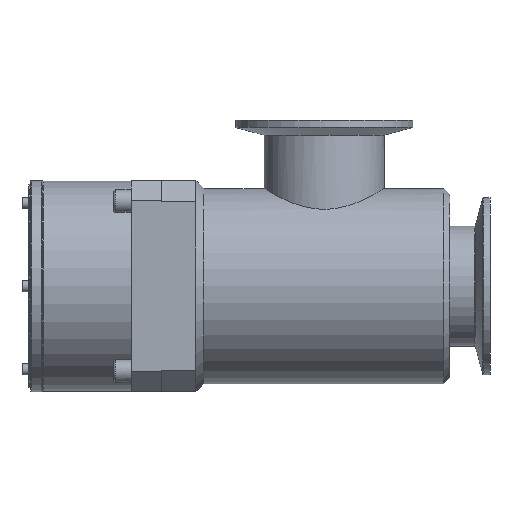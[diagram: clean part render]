
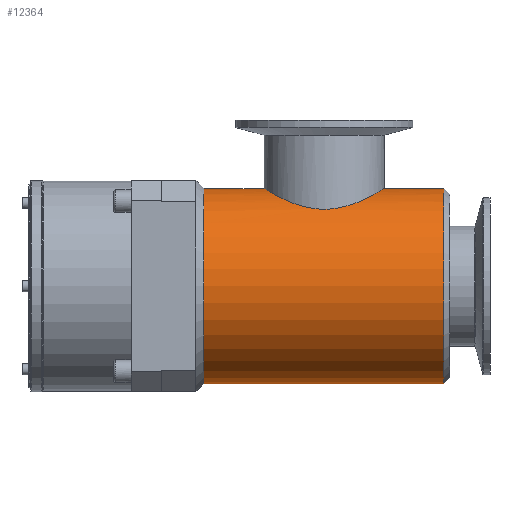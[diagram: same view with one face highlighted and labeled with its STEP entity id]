
A CAD part, left-side view. The second image highlights one B-rep face of the part: STEP entity #12364.
In plain terms, the highlighted cylindrical face has radius 41.275 mm (diameter 82.55 mm), a full revolution.
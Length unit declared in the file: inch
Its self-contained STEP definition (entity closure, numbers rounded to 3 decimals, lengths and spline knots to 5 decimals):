
#5625=CARTESIAN_POINT('',(-1.625,-0.523,0.));
#5626=VERTEX_POINT('',#5625);
#5627=CARTESIAN_POINT('',(0.,-0.523,0.));
#5628=DIRECTION('',(0.0,1.0,0.0));
#5629=DIRECTION('',(1.0,0.0,0.0));
#5630=AXIS2_PLACEMENT_3D('',#5627,#5628,#5629);
#5631=CIRCLE('',#5630,1.625);
#5632=EDGE_CURVE('',#5626,#5626,#5631,.T.);
#12173=CARTESIAN_POINT('',(1.0,-2.528,1.28087));
#12174=VERTEX_POINT('',#12173);
#12175=CARTESIAN_POINT('',(1.0,-2.528,1.28087));
#12176=CARTESIAN_POINT('',(1.0,-2.59314,1.28087));
#12177=CARTESIAN_POINT('',(0.99354,-2.65959,1.28599));
#12178=CARTESIAN_POINT('',(0.96729,-2.79029,1.30585));
#12179=CARTESIAN_POINT('',(0.94751,-2.85455,1.32054));
#12180=CARTESIAN_POINT('',(0.89607,-2.97684,1.35597));
#12181=CARTESIAN_POINT('',(0.86437,-3.03501,1.37669));
#12182=CARTESIAN_POINT('',(0.79169,-3.14235,1.41973));
#12183=CARTESIAN_POINT('',(0.75069,-3.19152,1.44202));
#12184=CARTESIAN_POINT('',(0.66384,-3.27837,1.484));
#12185=CARTESIAN_POINT('',(0.61483,-3.31932,1.50528));
#12186=CARTESIAN_POINT('',(0.50746,-3.39212,1.54479));
#12187=CARTESIAN_POINT('',(0.44908,-3.42397,1.56299));
#12188=CARTESIAN_POINT('',(0.32632,-3.4756,1.59315));
#12189=CARTESIAN_POINT('',(0.26181,-3.49542,1.60512));
#12190=CARTESIAN_POINT('',(0.13098,-3.52163,1.62105));
#12191=CARTESIAN_POINT('',(0.06466,-3.528,1.625));
#12192=CARTESIAN_POINT('',(-0.06466,-3.528,1.625));
#12193=CARTESIAN_POINT('',(-0.13098,-3.52163,1.62105));
#12194=CARTESIAN_POINT('',(-0.26181,-3.49542,1.60512));
#12195=CARTESIAN_POINT('',(-0.32632,-3.4756,1.59315));
#12196=CARTESIAN_POINT('',(-0.44908,-3.42397,1.56299));
#12197=CARTESIAN_POINT('',(-0.50746,-3.39212,1.54479));
#12198=CARTESIAN_POINT('',(-0.61483,-3.31932,1.50528));
#12199=CARTESIAN_POINT('',(-0.66384,-3.27837,1.484));
#12200=CARTESIAN_POINT('',(-0.75069,-3.19152,1.44202));
#12201=CARTESIAN_POINT('',(-0.79169,-3.14235,1.41973));
#12202=CARTESIAN_POINT('',(-0.86437,-3.03501,1.37669));
#12203=CARTESIAN_POINT('',(-0.89607,-2.97684,1.35597));
#12204=CARTESIAN_POINT('',(-0.94751,-2.85455,1.32054));
#12205=CARTESIAN_POINT('',(-0.96729,-2.79029,1.30585));
#12206=CARTESIAN_POINT('',(-0.99354,-2.65959,1.28599));
#12207=CARTESIAN_POINT('',(-1.0,-2.59314,1.28087));
#12208=CARTESIAN_POINT('',(-1.0,-2.46286,1.28087));
#12209=CARTESIAN_POINT('',(-0.99354,-2.39641,1.28599));
#12210=CARTESIAN_POINT('',(-0.96729,-2.26571,1.30585));
#12211=CARTESIAN_POINT('',(-0.94751,-2.20145,1.32054));
#12212=CARTESIAN_POINT('',(-0.89607,-2.07916,1.35597));
#12213=CARTESIAN_POINT('',(-0.86437,-2.02099,1.37669));
#12214=CARTESIAN_POINT('',(-0.79169,-1.91365,1.41973));
#12215=CARTESIAN_POINT('',(-0.75069,-1.86448,1.44202));
#12216=CARTESIAN_POINT('',(-0.66384,-1.77763,1.484));
#12217=CARTESIAN_POINT('',(-0.61483,-1.73668,1.50528));
#12218=CARTESIAN_POINT('',(-0.50746,-1.66388,1.54479));
#12219=CARTESIAN_POINT('',(-0.44908,-1.63203,1.56299));
#12220=CARTESIAN_POINT('',(-0.32632,-1.5804,1.59315));
#12221=CARTESIAN_POINT('',(-0.26181,-1.56058,1.60512));
#12222=CARTESIAN_POINT('',(-0.13098,-1.53437,1.62105));
#12223=CARTESIAN_POINT('',(-0.06466,-1.528,1.625));
#12224=CARTESIAN_POINT('',(0.06466,-1.528,1.625));
#12225=CARTESIAN_POINT('',(0.13098,-1.53437,1.62105));
#12226=CARTESIAN_POINT('',(0.26181,-1.56058,1.60512));
#12227=CARTESIAN_POINT('',(0.32632,-1.5804,1.59315));
#12228=CARTESIAN_POINT('',(0.44908,-1.63203,1.56299));
#12229=CARTESIAN_POINT('',(0.50746,-1.66388,1.54479));
#12230=CARTESIAN_POINT('',(0.61483,-1.73668,1.50528));
#12231=CARTESIAN_POINT('',(0.66384,-1.77763,1.484));
#12232=CARTESIAN_POINT('',(0.75069,-1.86448,1.44202));
#12233=CARTESIAN_POINT('',(0.79169,-1.91365,1.41973));
#12234=CARTESIAN_POINT('',(0.86437,-2.02099,1.37669));
#12235=CARTESIAN_POINT('',(0.89607,-2.07916,1.35597));
#12236=CARTESIAN_POINT('',(0.94751,-2.20145,1.32054));
#12237=CARTESIAN_POINT('',(0.96729,-2.26571,1.30585));
#12238=CARTESIAN_POINT('',(0.99354,-2.39641,1.28599));
#12239=CARTESIAN_POINT('',(1.0,-2.46286,1.28087));
#12240=CARTESIAN_POINT('',(1.0,-2.528,1.28087));
#12241=B_SPLINE_CURVE_WITH_KNOTS('',3,(#12175,#12176,#12177,#12178,#12179,#12180,#12181,#12182,#12183,#12184,#12185,#12186,#12187,#12188,#12189,#12190,#12191,#12192,#12193,#12194,#12195,#12196,#12197,#12198,#12199,#12200,#12201,#12202,#12203,#12204,#12205,#12206,#12207,#12208,#12209,#12210,#12211,#12212,#12213,#12214,#12215,#12216,#12217,#12218,#12219,#12220,#12221,#12222,#12223,#12224,#12225,#12226,#12227,#12228,#12229,#12230,#12231,#12232,#12233,#12234,#12235,#12236,#12237,#12238,#12239,#12240),.UNSPECIFIED.,.T.,.U.,(4,2,2,2,2,2,2,2,2,2,2,2,2,2,2,2,2,2,2,2,2,2,2,2,2,2,2,2,2,2,2,2,4),(0.0,0.49635,0.99269,1.48904,1.98539,2.4781,2.97082,3.46354,3.95626,4.44897,4.94169,5.43441,5.92712,6.42347,6.91982,7.41616,7.91251,8.40886,8.9052,9.40155,9.8979,10.39062,10.88333,11.37605,11.86877,12.36148,12.8542,13.34692,13.83964,14.33598,14.83233,15.32868,15.82502),.UNSPECIFIED.);
#12242=EDGE_CURVE('',#12174,#12174,#12241,.T.);
#12335=CARTESIAN_POINT('',(0.,-4.518,1.625));
#12336=VERTEX_POINT('',#12335);
#12337=CARTESIAN_POINT('',(0.,-4.518,0.));
#12338=DIRECTION('',(0.0,1.0,0.0));
#12339=DIRECTION('',(0.0,0.0,1.0));
#12340=AXIS2_PLACEMENT_3D('',#12337,#12338,#12339);
#12341=CIRCLE('',#12340,1.625);
#12342=EDGE_CURVE('',#12336,#12336,#12341,.T.);
#12350=CARTESIAN_POINT('',(0.,-4.4755,0.));
#12351=DIRECTION('',(0.,1.0,0.));
#12352=DIRECTION('',(0.0,0.0,1.0));
#12353=AXIS2_PLACEMENT_3D('',#12350,#12351,#12352);
#12354=CYLINDRICAL_SURFACE('',#12353,1.625);
#12355=ORIENTED_EDGE('',*,*,#5632,.F.);
#12356=EDGE_LOOP('',(#12355));
#12357=FACE_OUTER_BOUND('',#12356,.T.);
#12358=ORIENTED_EDGE('',*,*,#12242,.T.);
#12359=EDGE_LOOP('',(#12358));
#12360=FACE_BOUND('',#12359,.T.);
#12361=ORIENTED_EDGE('',*,*,#12342,.T.);
#12362=EDGE_LOOP('',(#12361));
#12363=FACE_BOUND('',#12362,.T.);
#12364=ADVANCED_FACE('',(#12357,#12360,#12363),#12354,.T.);
